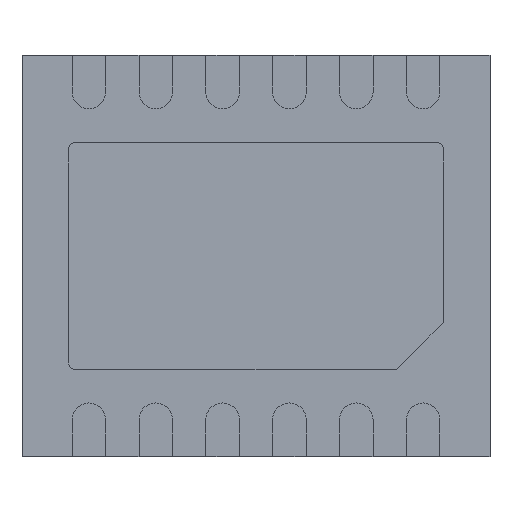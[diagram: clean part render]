
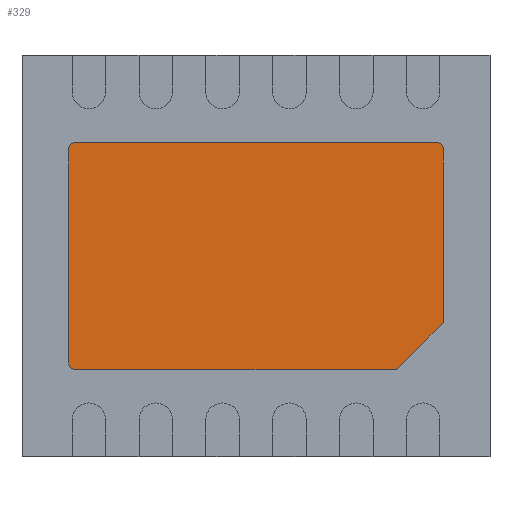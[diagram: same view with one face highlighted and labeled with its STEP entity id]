
A CAD part, top view. The second image highlights one B-rep face of the part: STEP entity #329.
In plain terms, the highlighted planar face has unit normal (0, 0, 1).
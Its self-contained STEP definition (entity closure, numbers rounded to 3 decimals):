
#112=CARTESIAN_POINT('',(-1.15,1.102,0.0));
#113=VERTEX_POINT('',#112);
#114=CARTESIAN_POINT('',(-1.1,1.152,0.0));
#115=VERTEX_POINT('',#114);
#116=CARTESIAN_POINT('',(-1.1,1.102,0.0));
#117=DIRECTION('',(0.0,0.0,-1.0));
#118=DIRECTION('',(-0.707,0.707,0.0));
#119=AXIS2_PLACEMENT_3D('',#116,#117,#118);
#120=CIRCLE('',#119,0.05);
#121=EDGE_CURVE('',#113,#115,#120,.T.);
#163=CARTESIAN_POINT('',(-1.15,-0.498,0.0));
#164=VERTEX_POINT('',#163);
#171=CARTESIAN_POINT('',(-1.15,1.102,0.0));
#172=DIRECTION('',(0.0,-1.0,0.0));
#173=VECTOR('',#172,1.6);
#174=LINE('',#171,#173);
#175=EDGE_CURVE('',#113,#164,#174,.T.);
#244=CARTESIAN_POINT('',(-1.1,-0.548,0.0));
#245=VERTEX_POINT('',#244);
#252=CARTESIAN_POINT('',(-1.1,-0.498,0.0));
#253=DIRECTION('',(0.0,0.0,-1.0));
#254=DIRECTION('',(-0.707,-0.707,0.0));
#255=AXIS2_PLACEMENT_3D('',#252,#253,#254);
#256=CIRCLE('',#255,0.05);
#257=EDGE_CURVE('',#245,#164,#256,.T.);
#269=CARTESIAN_POINT('',(1.6,1.152,0.0));
#270=VERTEX_POINT('',#269);
#271=CARTESIAN_POINT('',(1.6,1.152,0.0));
#272=DIRECTION('',(-1.0,0.0,0.0));
#273=VECTOR('',#272,2.7);
#274=LINE('',#271,#273);
#275=EDGE_CURVE('',#270,#115,#274,.T.);
#287=CARTESIAN_POINT('',(0.,0.302,0.0));
#288=DIRECTION('',(0.0,0.0,1.0));
#289=DIRECTION('',(1.0,0.0,0.0));
#290=AXIS2_PLACEMENT_3D('',#287,#288,#289);
#291=PLANE('',#290);
#292=ORIENTED_EDGE('',*,*,#121,.F.);
#293=ORIENTED_EDGE('',*,*,#175,.T.);
#294=ORIENTED_EDGE('',*,*,#257,.F.);
#295=CARTESIAN_POINT('',(1.3,-0.548,0.0));
#296=VERTEX_POINT('',#295);
#297=CARTESIAN_POINT('',(-1.1,-0.548,0.0));
#298=DIRECTION('',(1.0,0.0,0.0));
#299=VECTOR('',#298,2.4);
#300=LINE('',#297,#299);
#301=EDGE_CURVE('',#245,#296,#300,.T.);
#302=ORIENTED_EDGE('',*,*,#301,.T.);
#303=CARTESIAN_POINT('',(1.65,-0.198,0.0));
#304=VERTEX_POINT('',#303);
#305=CARTESIAN_POINT('',(1.3,-0.548,0.0));
#306=DIRECTION('',(0.707,0.707,0.0));
#307=VECTOR('',#306,0.495);
#308=LINE('',#305,#307);
#309=EDGE_CURVE('',#296,#304,#308,.T.);
#310=ORIENTED_EDGE('',*,*,#309,.T.);
#311=CARTESIAN_POINT('',(1.65,1.102,0.0));
#312=VERTEX_POINT('',#311);
#313=CARTESIAN_POINT('',(1.65,-0.198,0.0));
#314=DIRECTION('',(0.0,1.0,0.0));
#315=VECTOR('',#314,1.3);
#316=LINE('',#313,#315);
#317=EDGE_CURVE('',#304,#312,#316,.T.);
#318=ORIENTED_EDGE('',*,*,#317,.T.);
#319=CARTESIAN_POINT('',(1.6,1.102,0.0));
#320=DIRECTION('',(0.0,0.0,1.0));
#321=DIRECTION('',(1.0,0.0,0.0));
#322=AXIS2_PLACEMENT_3D('',#319,#320,#321);
#323=CIRCLE('',#322,0.05);
#324=EDGE_CURVE('',#312,#270,#323,.T.);
#325=ORIENTED_EDGE('',*,*,#324,.T.);
#326=ORIENTED_EDGE('',*,*,#275,.T.);
#327=EDGE_LOOP('',(#292,#293,#294,#302,#310,#318,#325,#326));
#328=FACE_OUTER_BOUND('',#327,.T.);
#329=ADVANCED_FACE('',(#328),#291,.T.);
